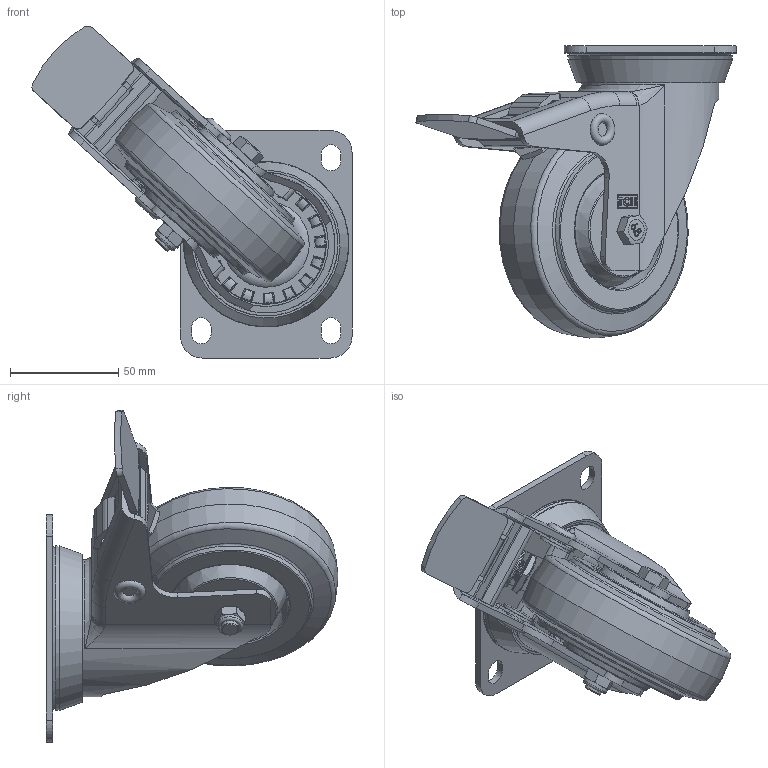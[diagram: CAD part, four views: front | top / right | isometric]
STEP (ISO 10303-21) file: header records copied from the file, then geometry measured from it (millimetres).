
FILE_DESCRIPTION(/* description */ (''),/* implementation_level */ '2;1');
FILE_NAME(/* name */ 'TCH-511-5494854 Assembly.stp',/* time_stamp */ '2015-07-29T17:00:47+02:00',/* author */ ('Walter'),/* organization */ (''),/* preprocessor_version */ 'ST-DEVELOPER v15.6',/* originating_system */ 'Autodesk Inventor 2015',/* authorisation */ '');
FILE_SCHEMA (('AUTOMOTIVE_DESIGN { 1 0 10303 214 3 1 1 }'));
Products named in the file (9): TCH-511-5494854 Assembly_511-5494854-CUST2_; TCH-511-5494854 Assembly_511-5494854-CUST2__2; Volumenkörper17; Volumenkörper15; Volumenkörper8; Volumenkörper7; Volumenkörper9; Volumenkörper16; TCH-511-5494854 Assembly
Assembly tree (8 placements, depth 2):
  TCH-511-5494854 Assembly
    TCH-511-5494854 Assembly_511-5494854-CUST2_
    TCH-511-5494854 Assembly_511-5494854-CUST2__2
    Volumenkörper17
    Volumenkörper15
    Volumenkörper8
    Volumenkörper7
    Volumenkörper9
    Volumenkörper16
Bounding box: 147.98 x 134.99 x 153.5 mm (x, y, z)
Volume: 342697.7 mm3; surface area: 120774.3 mm2
Topology: 10 solids, 10 shells, 1030 faces, 2534 edges, 1554 vertices
Faces by surface type: plane 343, bspline 306, cylinder 179, torus 161, cone 41
Full cylindrical faces by diameter (mm): 6.35 x2, 6.6 x1, 7.85 x1, 8 x1, 8.55 x2, 8.89 x4, 9.017 x2, 9.525 x1, 10.668 x1, 11 x1, 11.938 x1, 15.24 x2, 17.78 x2, 19.05 x2, 19.939 x3, 49.911 x2, 52.451 x2, 55.372 x1, 63.5 x1
Entity records: 50541 total; most frequent: CARTESIAN_POINT 27451, ORIENTED_EDGE 4674, DIRECTION 4245, EDGE_CURVE 2335, AXIS2_PLACEMENT_3D 1735, VERTEX_POINT 1520, EDGE_LOOP 1257, FACE_OUTER_BOUND 1030
